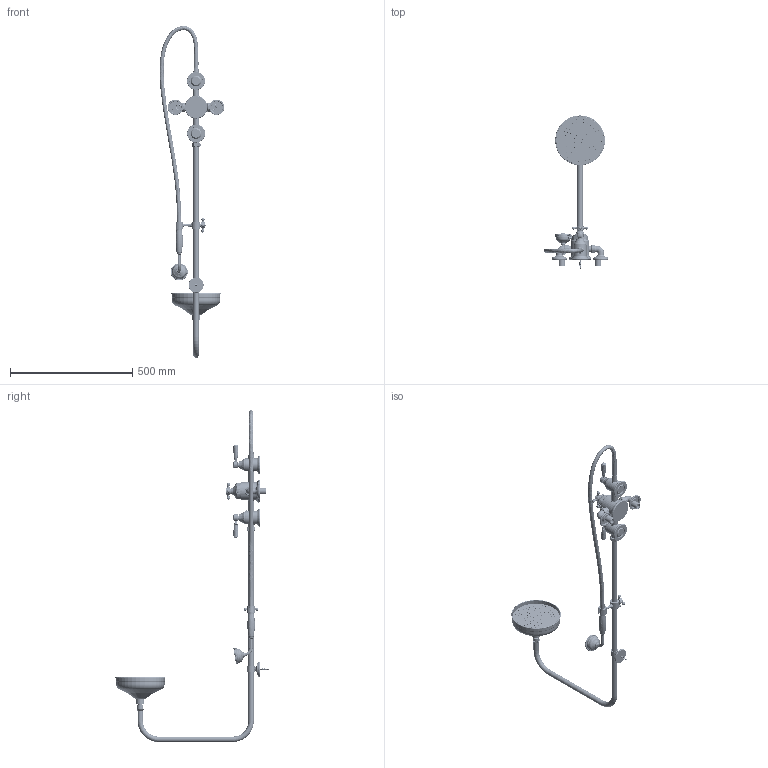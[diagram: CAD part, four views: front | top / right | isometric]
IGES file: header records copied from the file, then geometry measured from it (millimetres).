
Global section: file name: No Iges File Name specified; native system: Autodesk Inventor 2010; preprocessor: AutoDesk Inventor Iges Exporter R2010; author: adaniels; date: 20100528.135348; units: millimetre
Bounding box: 265.73 x 627.49 x 1360.51 mm (x, y, z)
Volume: 2869472.1 mm3; surface area: 863280.3 mm2
Topology: 146 solids, 146 shells, 7185 faces, 18379 edges, 11752 vertices
Faces by surface type: plane 2675, revolution 1545, cylinder 982, bspline 936, cone 567, torus 396, sphere 84
